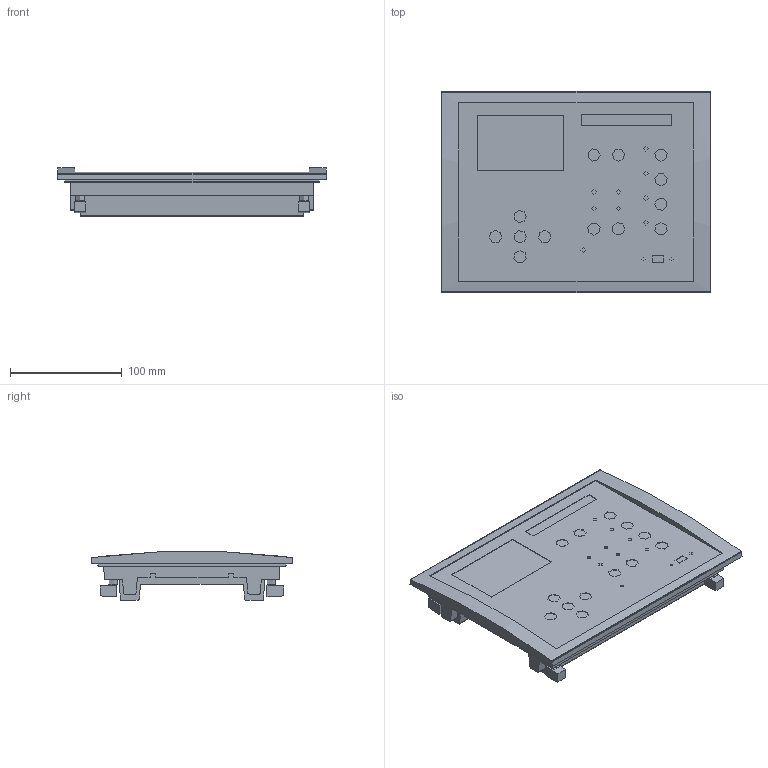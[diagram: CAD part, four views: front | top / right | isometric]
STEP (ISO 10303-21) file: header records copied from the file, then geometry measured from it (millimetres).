
FILE_DESCRIPTION(/* description */ (''),/* implementation_level */ '2;1');
FILE_NAME(/* name */ '3d_ATL800-ATL800.stp',/* time_stamp */ '2016-05-12T09:47:00+02:00',/* author */ ('Andrzej'),/* organization */ (''),/* preprocessor_version */ 'ST-DEVELOPER v15.5',/* originating_system */ 'AutoCAD Mechanical',/* authorisation */ '');
FILE_SCHEMA (('AUTOMOTIVE_DESIGN { 1 0 10303 214 3 1 1 }'));
Length unit declared in the file: millimetre
Products named in the file (1): Product
Bounding box: 240 x 180 x 43.39 mm (x, y, z)
Volume: 980148.5 mm3; surface area: 345606.1 mm2
Topology: 12 solids, 12 shells, 208 faces, 550 edges, 452 vertices
Faces by surface type: plane 161, cylinder 47
Full cylindrical faces by diameter (mm): 3.131 x2, 4.06 x4, 4.11 x5, 8.6 x4, 11.236 x13
Entity records: 6243 total; most frequent: CARTESIAN_POINT 1207, DIRECTION 1060, ORIENTED_EDGE 880, EDGE_CURVE 440, LINE 402, VECTOR 402, AXIS2_PLACEMENT_3D 329, VERTEX_POINT 312
